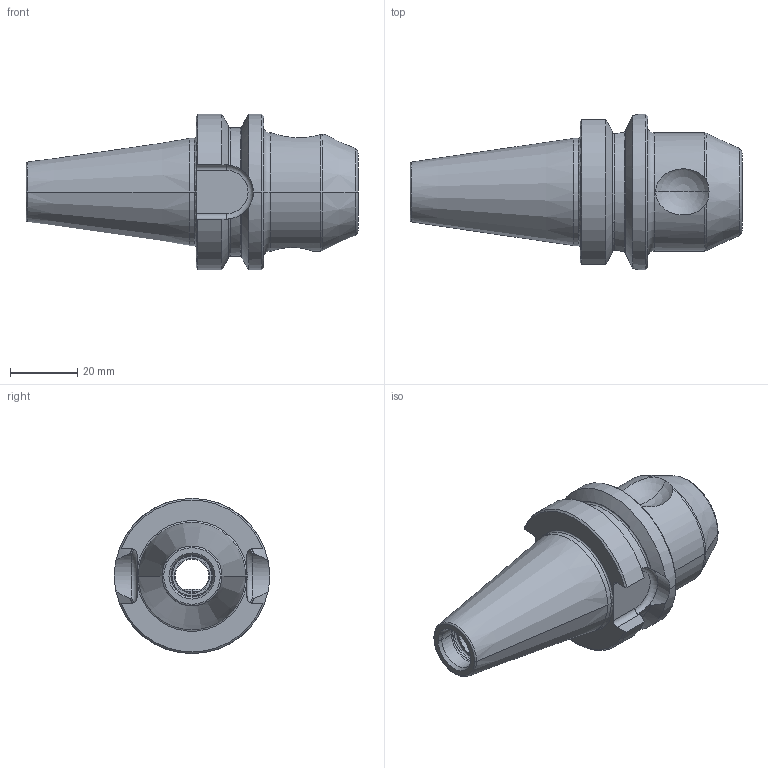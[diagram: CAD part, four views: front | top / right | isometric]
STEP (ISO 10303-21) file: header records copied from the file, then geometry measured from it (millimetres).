
FILE_DESCRIPTION((''),'2;1');
FILE_NAME('66021257M-A_ASM','2023-08-16T15:10:29',('BILZ.DESIGN'),(''),'CREO PARAMETRIC BY PTC INC, 2022281','CREO PARAMETRIC BY PTC INC, 2022281','');
FILE_SCHEMA(('CONFIG_CONTROL_DESIGN'));
Length unit declared in the file: millimetre
Products named in the file (3): 66021257M; M10-12; 66021257M-A_ASM
Assembly tree (2 placements, depth 2):
  66021257M-A_ASM
    66021257M
    M10-12
Bounding box: 98.4 x 46 x 46 mm (x, y, z)
Volume: 68844.2 mm3; surface area: 17702.2 mm2
Topology: 2 solids, 5 shells, 135 faces, 340 edges, 211 vertices
Faces by surface type: cylinder 44, plane 42, cone 28, torus 19, sphere 2
Entity records: 4551 total; most frequent: CARTESIAN_POINT 1241, DIRECTION 708, ORIENTED_EDGE 656, EDGE_CURVE 334, AXIS2_PLACEMENT_3D 298, VERTEX_POINT 211, CIRCLE 154, EDGE_LOOP 147
